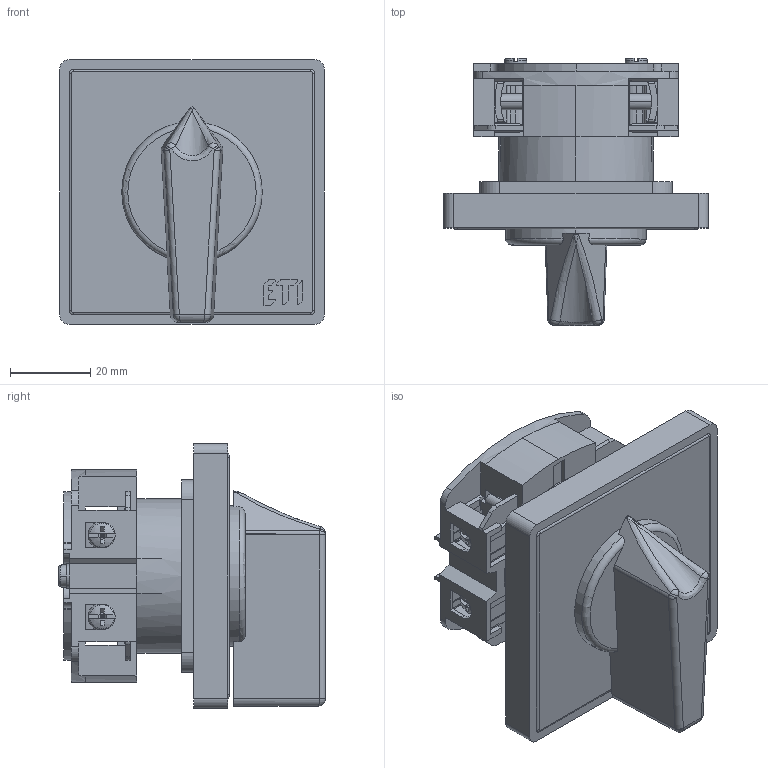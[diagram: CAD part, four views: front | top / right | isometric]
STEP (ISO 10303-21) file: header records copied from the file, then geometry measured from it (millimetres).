
FILE_DESCRIPTION((''),'2;1');
FILE_NAME('ASM0104ASDDA_ASM','2021-10-01T',('marketing.praksa'),('Audax d.o.o.'),'CREO PARAMETRIC BY PTC INC, 2017480','CREO PARAMETRIC BY PTC INC, 2017480','');
FILE_SCHEMA(('AUTOMOTIVE_DESIGN { 1 0 10303 214 1 1 1 1 }'));
Length unit declared in the file: millimetre
Products named in the file (26): BLACK-SWITCH_1_1; BLACK-FRAME_1_1; WHITE-FRONT-EMPTY_1_1; PRT9562_1_1_2_3_4_5_6_1; PRT9562_1_1_2_3_4_5_6_2; PRT9562_1_1_2_3_4_5_6_3; PRT9562_1_1_2_3_4_5_6_ASM; BEIGE-MIDDLE-NOHOLES_1_1; ALLUMINUM-BOTTOM-2-SCREWS_1_1_1; ALLUMINUM-BOTTOM-2-SCREWS_1_1_3; ALLUMINUM-BOTTOM-2-SCREWS_1_1_2_ASM; COPPER-TOP_1_1; ASM1747_ASM_1_1_ASM; PRT9566_1_1_2_3_4_5_6_1; PRT9566_1_1_2_3_4_5_6_2; PRT9566_1_1_2_3_4_5_6_ASM; PRT9567_1_1_2_3_4_1; PRT9567_1_1_2_3_4_2; PRT9567_1_1_2_3_4_ASM; ASM0106_ASM_1_1_ASM; COPPER-BOTTOM_1_1_2_1; COPPER-BOTTOM_1_1_2_2; COPPER-BOTTOM_1_1_2_ASM; ASM0109_ASM_1_1_ASM; PS_32_ONE_BLOCK_1_1_2_1; ASM0104ASDDA_ASM
Assembly tree (29 placements, depth 4):
  ASM0104ASDDA_ASM
    BLACK-SWITCH_1_1
    BLACK-FRAME_1_1
    WHITE-FRONT-EMPTY_1_1
    PRT9562_1_1_2_3_4_5_6_ASM
      PRT9562_1_1_2_3_4_5_6_1
      PRT9562_1_1_2_3_4_5_6_2
      PRT9562_1_1_2_3_4_5_6_3
    BEIGE-MIDDLE-NOHOLES_1_1
    ALLUMINUM-BOTTOM-2-SCREWS_1_1_2_ASM
      ALLUMINUM-BOTTOM-2-SCREWS_1_1_1
      ALLUMINUM-BOTTOM-2-SCREWS_1_1_3
    ASM1747_ASM_1_1_ASM
      COPPER-TOP_1_1  x4
    ASM0106_ASM_1_1_ASM
      PRT9566_1_1_2_3_4_5_6_ASM
        PRT9566_1_1_2_3_4_5_6_1
        PRT9566_1_1_2_3_4_5_6_2
      PRT9567_1_1_2_3_4_ASM
        PRT9567_1_1_2_3_4_1
        PRT9567_1_1_2_3_4_2
    ASM0109_ASM_1_1_ASM
      COPPER-BOTTOM_1_1_2_ASM  x2
        COPPER-BOTTOM_1_1_2_1
        COPPER-BOTTOM_1_1_2_2
    PS_32_ONE_BLOCK_1_1_2_1
Bounding box: 66 x 66.5 x 66 mm (x, y, z)
Volume: 89222.7 mm3; surface area: 53536.6 mm2
Topology: 22 solids, 22 shells, 1309 faces, 3686 edges, 2411 vertices
Faces by surface type: plane 938, cylinder 333, torus 14, bspline 12, sphere 12
Entity records: 58766 total; most frequent: CARTESIAN_POINT 8476, ORIENTED_EDGE 6962, DIRECTION 6733, PRESENTATION_STYLE_ASSIGNMENT 4293, STYLED_ITEM 4293, CURVE_STYLE 3481, EDGE_CURVE 3481, VECTOR 2621
